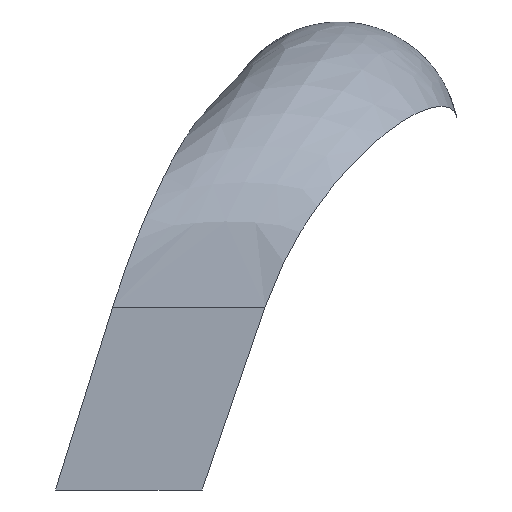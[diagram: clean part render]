
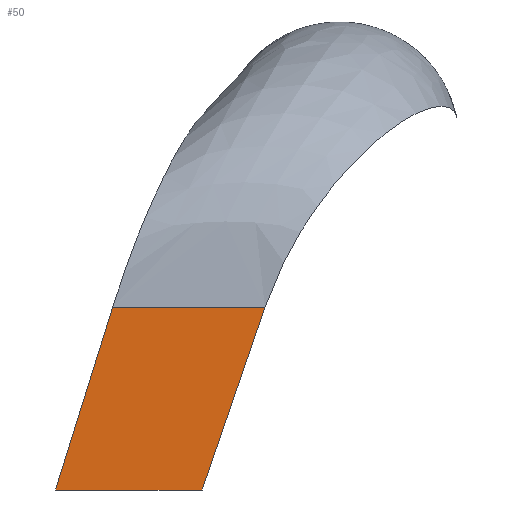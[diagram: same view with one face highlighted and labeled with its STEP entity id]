
A CAD part, top view. The second image highlights one B-rep face of the part: STEP entity #50.
In plain terms, the highlighted planar face has unit normal (0, 0, -1).
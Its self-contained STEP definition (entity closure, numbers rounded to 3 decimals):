
#13=PLANE('',#126);
#50=ADVANCED_FACE('',(#53),#13,.T.);
#53=FACE_OUTER_BOUND('',#56,.T.);
#56=EDGE_LOOP('',(#62,#63,#64,#65));
#62=ORIENTED_EDGE('',*,*,#74,.T.);
#63=ORIENTED_EDGE('',*,*,#75,.T.);
#64=ORIENTED_EDGE('',*,*,#76,.T.);
#65=ORIENTED_EDGE('',*,*,#77,.T.);
#74=EDGE_CURVE('',#97,#98,#86,.T.);
#75=EDGE_CURVE('',#98,#99,#87,.T.);
#76=EDGE_CURVE('',#99,#100,#88,.T.);
#77=EDGE_CURVE('',#100,#97,#89,.T.);
#86=B_SPLINE_CURVE_WITH_KNOTS('',1,(#425,#426),.UNSPECIFIED.,.F.,.F.,(2,
2),(0.,5.029),.UNSPECIFIED.);
#87=B_SPLINE_CURVE_WITH_KNOTS('',1,(#427,#428),.UNSPECIFIED.,.F.,.F.,(2,
2),(0.,4.003),.UNSPECIFIED.);
#88=B_SPLINE_CURVE_WITH_KNOTS('',1,(#429,#430),.UNSPECIFIED.,.F.,.F.,(2,
2),(0.,5.075),.UNSPECIFIED.);
#89=B_SPLINE_CURVE_WITH_KNOTS('',1,(#431,#432),.UNSPECIFIED.,.F.,.F.,(2,
2),(0.,3.854),.UNSPECIFIED.);
#97=VERTEX_POINT('',#421);
#98=VERTEX_POINT('',#422);
#99=VERTEX_POINT('',#423);
#100=VERTEX_POINT('',#424);
#126=AXIS2_PLACEMENT_3D('',#420,#130,$);
#130=DIRECTION('',(0.,0.,-1.));
#420=CARTESIAN_POINT('',(-21.825,6.945,65.318));
#421=CARTESIAN_POINT('',(-27.878,7.425,65.318));
#422=CARTESIAN_POINT('',(-26.378,12.225,65.318));
#423=CARTESIAN_POINT('',(-22.375,12.225,65.318));
#424=CARTESIAN_POINT('',(-24.023,7.425,65.318));
#425=CARTESIAN_POINT('',(-27.878,7.425,65.318));
#426=CARTESIAN_POINT('',(-26.378,12.225,65.318));
#427=CARTESIAN_POINT('',(-26.378,12.225,65.318));
#428=CARTESIAN_POINT('',(-22.375,12.225,65.318));
#429=CARTESIAN_POINT('',(-22.375,12.225,65.318));
#430=CARTESIAN_POINT('',(-24.023,7.425,65.318));
#431=CARTESIAN_POINT('',(-24.023,7.425,65.318));
#432=CARTESIAN_POINT('',(-27.878,7.425,65.318));
